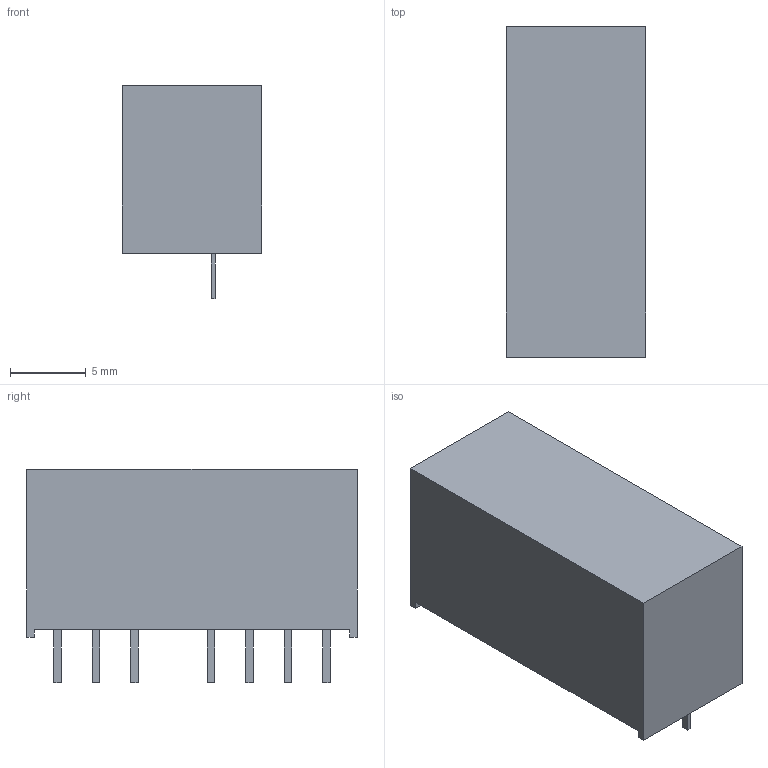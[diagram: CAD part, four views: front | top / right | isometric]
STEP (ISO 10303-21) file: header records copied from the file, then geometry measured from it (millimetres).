
FILE_DESCRIPTION(/* description */ (''),/* implementation_level */ '2;1');
FILE_NAME(/* name */'Converter_DCDC_XP_POWER-ITxxxxx_SIP_THT.step',/* time_stamp */ '2018-10-31T14:26:56-04:00',/* author */ (''),/* organization */ (''),/* preprocessor_version */ 'ST-DEVELOPER v17.2',/* originating_system */ 'Autodesk Inventor 2019',/* authorisation */ '');
FILE_SCHEMA (('AUTOMOTIVE_DESIGN { 1 0 10303 214 3 1 1 }'));
Length unit declared in the file: millimetre
Products named in the file (1): Converter_DCDC_XP_POWER-ITXxxxx_SIP_THT
Bounding box: 9.2 x 21.85 x 14.1 mm (x, y, z)
Volume: 2138.5 mm3; surface area: 1118.2 mm2
Topology: 8 solids, 8 shells, 52 faces, 108 edges, 72 vertices
Faces by surface type: plane 52
Entity records: 1404 total; most frequent: CARTESIAN_POINT 233, ORIENTED_EDGE 216, DIRECTION 214, LINE 108, VECTOR 108, EDGE_CURVE 108, VERTEX_POINT 72, AXIS2_PLACEMENT_3D 53
